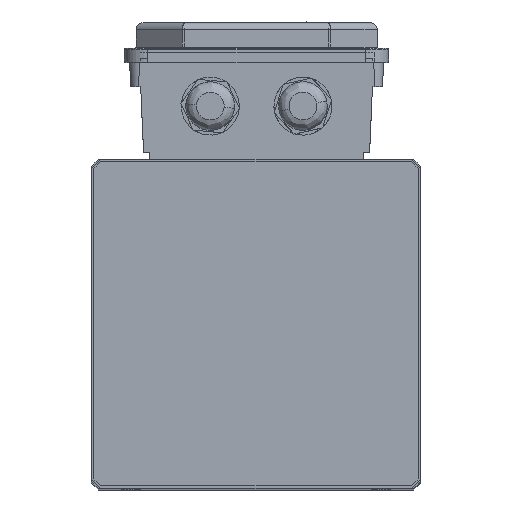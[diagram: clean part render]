
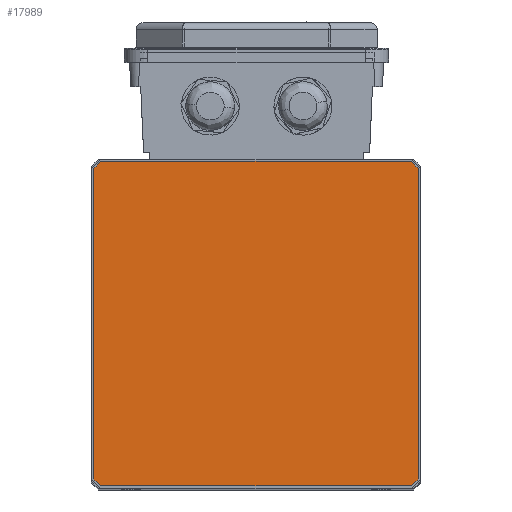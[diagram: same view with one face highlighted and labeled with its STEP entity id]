
A CAD part, top view. The second image highlights one B-rep face of the part: STEP entity #17989.
In plain terms, the highlighted face is planar.
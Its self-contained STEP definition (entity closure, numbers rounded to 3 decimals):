
#76 = DIRECTION ( 'NONE',  ( 0., -1., 0. ) ) ;
#2964 = CARTESIAN_POINT ( 'NONE',  ( 70., -70., -8. ) ) ;
#3259 = CARTESIAN_POINT ( 'NONE',  ( 70., 67., -8. ) ) ;
#3363 = VECTOR ( 'NONE', #28463, 1000. ) ;
#3481 = LINE ( 'NONE', #16381, #25513 ) ;
#3976 = LINE ( 'NONE', #22184, #36311 ) ;
#4405 = CARTESIAN_POINT ( 'NONE',  ( -67., -70., -8. ) ) ;
#4439 = DIRECTION ( 'NONE',  ( 1., 0., 0. ) ) ;
#5203 = VERTEX_POINT ( 'NONE', #11940 ) ;
#5276 = EDGE_LOOP ( 'NONE', ( #7838, #31738, #40117, #15146, #29445, #7902, #24379, #23082 ) ) ;
#5452 = AXIS2_PLACEMENT_3D ( 'NONE', #17255, #26465, #4439 ) ;
#6526 = CARTESIAN_POINT ( 'NONE',  ( 70., -70., -8. ) ) ;
#6967 = VECTOR ( 'NONE', #29718, 1000. ) ;
#7333 = VERTEX_POINT ( 'NONE', #14329 ) ;
#7812 = CARTESIAN_POINT ( 'NONE',  ( 70., 70., -8. ) ) ;
#7838 = ORIENTED_EDGE ( 'NONE', *, *, #10682, .T. ) ;
#7902 = ORIENTED_EDGE ( 'NONE', *, *, #11407, .T. ) ;
#8053 = CARTESIAN_POINT ( 'NONE',  ( 67., 70., -8. ) ) ;
#8077 = LINE ( 'NONE', #6526, #15870 ) ;
#9998 = CARTESIAN_POINT ( 'NONE',  ( 70., 67., -8. ) ) ;
#10624 = EDGE_CURVE ( 'NONE', #39176, #20431, #16668, .T. ) ;
#10682 = EDGE_CURVE ( 'NONE', #20431, #13084, #3976, .T. ) ;
#11407 = EDGE_CURVE ( 'NONE', #5203, #22785, #12858, .T. ) ;
#11940 = CARTESIAN_POINT ( 'NONE',  ( -67., 70., -8. ) ) ;
#12858 = LINE ( 'NONE', #7812, #6967 ) ;
#13084 = VERTEX_POINT ( 'NONE', #23567 ) ;
#14329 = CARTESIAN_POINT ( 'NONE',  ( -70., 67., -8. ) ) ;
#15146 = ORIENTED_EDGE ( 'NONE', *, *, #38881, .T. ) ;
#15255 = EDGE_CURVE ( 'NONE', #7333, #5203, #34937, .T. ) ;
#15870 = VECTOR ( 'NONE', #16079, 1000. ) ;
#16079 = DIRECTION ( 'NONE',  ( -1., 0., 0. ) ) ;
#16381 = CARTESIAN_POINT ( 'NONE',  ( -70., -67., -8. ) ) ;
#16668 = LINE ( 'NONE', #2964, #19148 ) ;
#16700 = DIRECTION ( 'NONE',  ( 0.707, 0.707, 0. ) ) ;
#17255 = CARTESIAN_POINT ( 'NONE',  ( 0., 0., -8. ) ) ;
#17989 = ADVANCED_FACE ( 'N', ( #31418 ), #23157, .F. ) ;
#19148 = VECTOR ( 'NONE', #76, 1000. ) ;
#19897 = LINE ( 'NONE', #28974, #27260 ) ;
#20431 = VERTEX_POINT ( 'NONE', #22581 ) ;
#20433 = VERTEX_POINT ( 'NONE', #34821 ) ;
#22184 = CARTESIAN_POINT ( 'NONE',  ( 67., -70., -8. ) ) ;
#22462 = DIRECTION ( 'NONE',  ( -0.707, -0.707, 0. ) ) ;
#22570 = DIRECTION ( 'NONE',  ( -0.707, 0.707, 0. ) ) ;
#22581 = CARTESIAN_POINT ( 'NONE',  ( 70., -67., -8. ) ) ;
#22785 = VERTEX_POINT ( 'NONE', #8053 ) ;
#23082 = ORIENTED_EDGE ( 'NONE', *, *, #10624, .T. ) ;
#23157 = PLANE ( 'NONE',  #5452 ) ;
#23567 = CARTESIAN_POINT ( 'NONE',  ( 67., -70., -8. ) ) ;
#24379 = ORIENTED_EDGE ( 'NONE', *, *, #29153, .T. ) ;
#24863 = EDGE_CURVE ( 'NONE', #28740, #20433, #3481, .T. ) ;
#25513 = VECTOR ( 'NONE', #22570, 1000. ) ;
#26465 = DIRECTION ( 'NONE',  ( 0., 0., 1. ) ) ;
#27260 = VECTOR ( 'NONE', #38547, 1000. ) ;
#28463 = DIRECTION ( 'NONE',  ( 0.707, -0.707, 0. ) ) ;
#28740 = VERTEX_POINT ( 'NONE', #4405 ) ;
#28974 = CARTESIAN_POINT ( 'NONE',  ( -70., -70., -8. ) ) ;
#29153 = EDGE_CURVE ( 'NONE', #22785, #39176, #34712, .T. ) ;
#29445 = ORIENTED_EDGE ( 'NONE', *, *, #15255, .T. ) ;
#29718 = DIRECTION ( 'NONE',  ( 1., 0., 0. ) ) ;
#31418 = FACE_OUTER_BOUND ( 'NONE', #5276, .T. ) ;
#31738 = ORIENTED_EDGE ( 'NONE', *, *, #39219, .T. ) ;
#34712 = LINE ( 'NONE', #9998, #3363 ) ;
#34821 = CARTESIAN_POINT ( 'NONE',  ( -70., -67., -8. ) ) ;
#34937 = LINE ( 'NONE', #38502, #37409 ) ;
#36311 = VECTOR ( 'NONE', #22462, 1000. ) ;
#37409 = VECTOR ( 'NONE', #16700, 1000. ) ;
#38502 = CARTESIAN_POINT ( 'NONE',  ( -67., 70., -8. ) ) ;
#38547 = DIRECTION ( 'NONE',  ( 0., 1., 0. ) ) ;
#38881 = EDGE_CURVE ( 'NONE', #20433, #7333, #19897, .T. ) ;
#39176 = VERTEX_POINT ( 'NONE', #3259 ) ;
#39219 = EDGE_CURVE ( 'NONE', #13084, #28740, #8077, .T. ) ;
#40117 = ORIENTED_EDGE ( 'NONE', *, *, #24863, .T. ) ;
